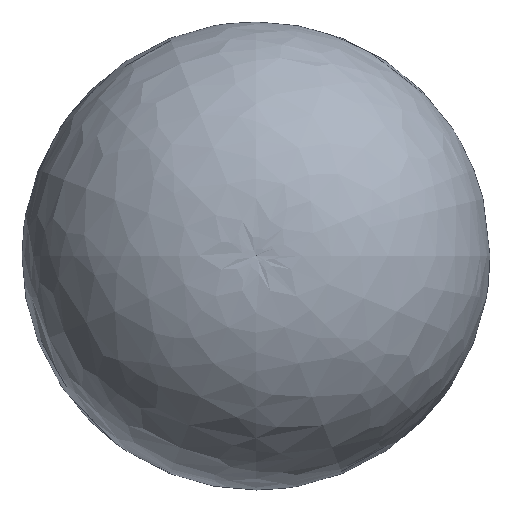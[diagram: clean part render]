
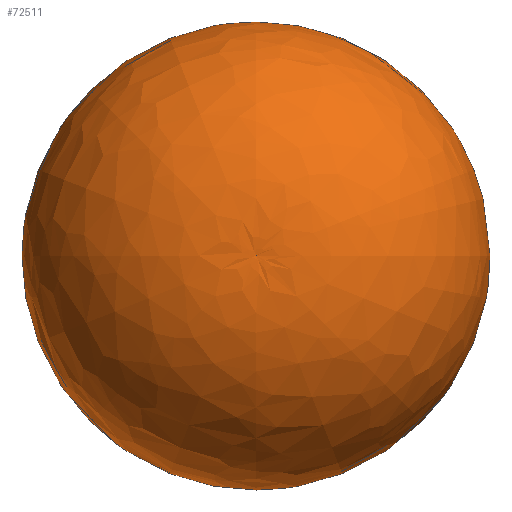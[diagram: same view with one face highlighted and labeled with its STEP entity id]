
A CAD part, top view. The second image highlights one B-rep face of the part: STEP entity #72511.
In plain terms, the highlighted free-form (B-spline) face has degree [2, 2] with [5, 9] control points.
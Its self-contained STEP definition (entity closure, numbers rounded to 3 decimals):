
#216=(
BOUNDED_CURVE()
B_SPLINE_CURVE(2,(#187534,#187535,#187536,#187537,#187538),
 .UNSPECIFIED.,.F.,.F.)
B_SPLINE_CURVE_WITH_KNOTS((3,2,3),(-1.379,0.15,
1.678),.UNSPECIFIED.)
CURVE()
GEOMETRIC_REPRESENTATION_ITEM()
RATIONAL_B_SPLINE_CURVE((1.,0.722,1.,0.722,1.))
REPRESENTATION_ITEM('')
);
#255=(
BOUNDED_SURFACE()
B_SPLINE_SURFACE(2,2,((#187488,#187489,#187490,#187491,#187492,#187493,
#187494,#187495,#187496),(#187497,#187498,#187499,#187500,#187501,#187502,
#187503,#187504,#187505),(#187506,#187507,#187508,#187509,#187510,#187511,
#187512,#187513,#187514),(#187515,#187516,#187517,#187518,#187519,#187520,
#187521,#187522,#187523),(#187524,#187525,#187526,#187527,#187528,#187529,
#187530,#187531,#187532)),.UNSPECIFIED.,.F.,.T.,.F.)
B_SPLINE_SURFACE_WITH_KNOTS((3,2,3),(3,2,2,2,3),(-1.678,-0.15,
1.379),(-3.142,-1.571,0.,1.571,
3.142),.UNSPECIFIED.)
GEOMETRIC_REPRESENTATION_ITEM()
RATIONAL_B_SPLINE_SURFACE(((1.,0.707,1.,0.707,1.,
0.707,1.,0.707,1.),(0.722,0.51,
0.722,0.51,0.722,0.51,
0.722,0.51,0.722),(1.,0.707,
1.,0.707,1.,0.707,1.,0.707,1.),(0.722,
0.51,0.722,0.51,0.722,0.51,
0.722,0.51,0.722),(1.,0.707,
1.,0.707,1.,0.707,1.,0.707,1.)))
REPRESENTATION_ITEM('')
SURFACE()
);
#14161=FACE_OUTER_BOUND('',#19708,.T.);
#19708=EDGE_LOOP('',(#62097,#62098,#62099,#62100));
#23999=CIRCLE('',#80894,513.397);
#24000=CIRCLE('',#80895,513.397);
#32572=VERTEX_POINT('',#187481);
#32573=VERTEX_POINT('',#187485);
#32574=VERTEX_POINT('',#187533);
#42392=EDGE_CURVE('',#32572,#32573,#23999,.T.);
#42393=EDGE_CURVE('',#32573,#32572,#24000,.T.);
#42394=EDGE_CURVE('',#32572,#32574,#216,.T.);
#62097=ORIENTED_EDGE('',*,*,#42393,.F.);
#62098=ORIENTED_EDGE('',*,*,#42392,.F.);
#62099=ORIENTED_EDGE('',*,*,#42394,.T.);
#62100=ORIENTED_EDGE('',*,*,#42394,.F.);
#72511=ADVANCED_FACE('',(#14161),#255,.F.);
#80894=AXIS2_PLACEMENT_3D('',#187486,#99360,#99361);
#80895=AXIS2_PLACEMENT_3D('',#187487,#99362,#99363);
#99360=DIRECTION('center_axis',(-1.,0.,0.));
#99361=DIRECTION('ref_axis',(0.,0.,1.));
#99362=DIRECTION('center_axis',(-1.,0.,0.));
#99363=DIRECTION('ref_axis',(0.,0.,1.));
#187481=CARTESIAN_POINT('',(-1689.455,185.,-513.397));
#187485=CARTESIAN_POINT('',(-1689.455,-328.397,0.));
#187486=CARTESIAN_POINT('Origin',(-1689.455,185.,0.));
#187487=CARTESIAN_POINT('Origin',(-1689.455,185.,0.));
#187488=CARTESIAN_POINT('Ctrl Pts',(1711.104,185.,0.));
#187489=CARTESIAN_POINT('Ctrl Pts',(1711.104,185.,0.));
#187490=CARTESIAN_POINT('Ctrl Pts',(1711.104,185.,0.));
#187491=CARTESIAN_POINT('Ctrl Pts',(1711.104,185.,0.));
#187492=CARTESIAN_POINT('Ctrl Pts',(1711.104,185.,0.));
#187493=CARTESIAN_POINT('Ctrl Pts',(1711.104,185.,0.));
#187494=CARTESIAN_POINT('Ctrl Pts',(1711.104,185.,0.));
#187495=CARTESIAN_POINT('Ctrl Pts',(1711.104,185.,0.));
#187496=CARTESIAN_POINT('Ctrl Pts',(1711.104,185.,0.));
#187497=CARTESIAN_POINT('Ctrl Pts',(1888.467,185.,-1640.47));
#187498=CARTESIAN_POINT('Ctrl Pts',(1888.467,-1455.47,
-1640.47));
#187499=CARTESIAN_POINT('Ctrl Pts',(1888.467,-1455.47,
0.));
#187500=CARTESIAN_POINT('Ctrl Pts',(1888.467,-1455.47,
1640.47));
#187501=CARTESIAN_POINT('Ctrl Pts',(1888.467,185.,1640.47));
#187502=CARTESIAN_POINT('Ctrl Pts',(1888.467,1825.47,1640.47));
#187503=CARTESIAN_POINT('Ctrl Pts',(1888.467,1825.47,0.));
#187504=CARTESIAN_POINT('Ctrl Pts',(1888.467,1825.47,-1640.47));
#187505=CARTESIAN_POINT('Ctrl Pts',(1888.467,185.,-1640.47));
#187506=CARTESIAN_POINT('Ctrl Pts',(256.927,185.,-1886.791));
#187507=CARTESIAN_POINT('Ctrl Pts',(256.927,-1701.791,
-1886.791));
#187508=CARTESIAN_POINT('Ctrl Pts',(256.927,-1701.791,
0.));
#187509=CARTESIAN_POINT('Ctrl Pts',(256.927,-1701.791,
1886.791));
#187510=CARTESIAN_POINT('Ctrl Pts',(256.927,185.,1886.791));
#187511=CARTESIAN_POINT('Ctrl Pts',(256.927,2071.791,1886.791));
#187512=CARTESIAN_POINT('Ctrl Pts',(256.927,2071.791,0.));
#187513=CARTESIAN_POINT('Ctrl Pts',(256.927,2071.791,-1886.791));
#187514=CARTESIAN_POINT('Ctrl Pts',(256.927,185.,-1886.791));
#187515=CARTESIAN_POINT('Ctrl Pts',(-1374.614,185.,
-2133.111));
#187516=CARTESIAN_POINT('Ctrl Pts',(-1374.614,-1948.111,
-2133.111));
#187517=CARTESIAN_POINT('Ctrl Pts',(-1374.614,-1948.111,
0.));
#187518=CARTESIAN_POINT('Ctrl Pts',(-1374.614,-1948.111,
2133.111));
#187519=CARTESIAN_POINT('Ctrl Pts',(-1374.614,185.,
2133.111));
#187520=CARTESIAN_POINT('Ctrl Pts',(-1374.614,2318.111,2133.111));
#187521=CARTESIAN_POINT('Ctrl Pts',(-1374.614,2318.111,0.));
#187522=CARTESIAN_POINT('Ctrl Pts',(-1374.614,2318.111,-2133.111));
#187523=CARTESIAN_POINT('Ctrl Pts',(-1374.614,185.,
-2133.111));
#187524=CARTESIAN_POINT('Ctrl Pts',(-1689.455,185.,
-513.397));
#187525=CARTESIAN_POINT('Ctrl Pts',(-1689.455,-328.397,
-513.397));
#187526=CARTESIAN_POINT('Ctrl Pts',(-1689.455,-328.397,
0.));
#187527=CARTESIAN_POINT('Ctrl Pts',(-1689.455,-328.397,
513.397));
#187528=CARTESIAN_POINT('Ctrl Pts',(-1689.455,185.,
513.397));
#187529=CARTESIAN_POINT('Ctrl Pts',(-1689.455,698.397,
513.397));
#187530=CARTESIAN_POINT('Ctrl Pts',(-1689.455,698.397,
0.));
#187531=CARTESIAN_POINT('Ctrl Pts',(-1689.455,698.397,
-513.397));
#187532=CARTESIAN_POINT('Ctrl Pts',(-1689.455,185.,
-513.397));
#187533=CARTESIAN_POINT('',(1711.104,185.,0.));
#187534=CARTESIAN_POINT('Ctrl Pts',(-1689.455,185.,
-513.397));
#187535=CARTESIAN_POINT('Ctrl Pts',(-1374.614,185.,
-2133.111));
#187536=CARTESIAN_POINT('Ctrl Pts',(256.927,185.,-1886.791));
#187537=CARTESIAN_POINT('Ctrl Pts',(1888.467,185.,-1640.47));
#187538=CARTESIAN_POINT('Ctrl Pts',(1711.104,185.,0.));
